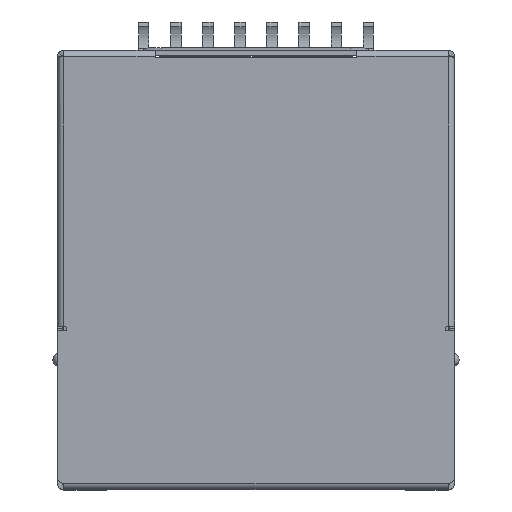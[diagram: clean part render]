
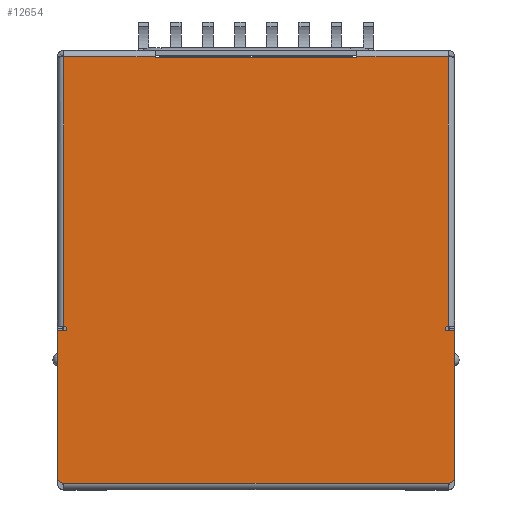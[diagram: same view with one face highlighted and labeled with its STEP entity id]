
A CAD part, top view. The second image highlights one B-rep face of the part: STEP entity #12654.
In plain terms, the highlighted face is planar.
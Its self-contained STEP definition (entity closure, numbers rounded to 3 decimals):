
#520=CIRCLE('',#13468,0.25);
#537=CIRCLE('',#13511,0.25);
#552=CIRCLE('',#13560,0.075);
#553=CIRCLE('',#13561,0.075);
#1137=FACE_OUTER_BOUND('',#1836,.T.);
#1836=EDGE_LOOP('',(#10435,#10436,#10437,#10438,#10439,#10440,#10441,#10442,
#10443,#10444,#10445,#10446,#10447,#10448,#10449,#10450,#10451,#10452));
#3078=LINE('',#19440,#4543);
#3091=LINE('',#19474,#4556);
#3093=LINE('',#19477,#4558);
#3094=LINE('',#19480,#4559);
#3096=LINE('',#19484,#4561);
#3157=LINE('',#19636,#4622);
#3158=LINE('',#19638,#4623);
#3159=LINE('',#19640,#4624);
#3160=LINE('',#19642,#4625);
#3161=LINE('',#19644,#4626);
#3162=LINE('',#19649,#4627);
#3163=LINE('',#19651,#4628);
#3164=LINE('',#19653,#4629);
#3165=LINE('',#19654,#4630);
#4543=VECTOR('',#15964,15.24);
#4556=VECTOR('',#15997,0.3);
#4558=VECTOR('',#16001,5.8);
#4559=VECTOR('',#16004,5.8);
#4561=VECTOR('',#16008,0.3);
#4622=VECTOR('',#16155,8.);
#4623=VECTOR('',#16156,0.032);
#4624=VECTOR('',#16157,3.62);
#4625=VECTOR('',#16158,10.7);
#4626=VECTOR('',#16159,0.05);
#4627=VECTOR('',#16164,0.05);
#4628=VECTOR('',#16165,10.7);
#4629=VECTOR('',#16166,3.62);
#4630=VECTOR('',#16167,0.032);
#5720=VERTEX_POINT('',#19189);
#5756=VERTEX_POINT('',#19309);
#5766=VERTEX_POINT('',#19357);
#5802=VERTEX_POINT('',#19455);
#5808=VERTEX_POINT('',#19471);
#5809=VERTEX_POINT('',#19473);
#5810=VERTEX_POINT('',#19479);
#5811=VERTEX_POINT('',#19483);
#5858=VERTEX_POINT('',#19634);
#5859=VERTEX_POINT('',#19635);
#5860=VERTEX_POINT('',#19637);
#5861=VERTEX_POINT('',#19639);
#5862=VERTEX_POINT('',#19641);
#5863=VERTEX_POINT('',#19643);
#5864=VERTEX_POINT('',#19646);
#5865=VERTEX_POINT('',#19648);
#5866=VERTEX_POINT('',#19650);
#5867=VERTEX_POINT('',#19652);
#7299=EDGE_CURVE('',#5756,#5720,#520,.T.);
#7366=EDGE_CURVE('',#5720,#5766,#3078,.T.);
#7374=EDGE_CURVE('',#5766,#5802,#537,.T.);
#7382=EDGE_CURVE('',#5809,#5808,#3091,.T.);
#7384=EDGE_CURVE('',#5809,#5802,#3093,.T.);
#7385=EDGE_CURVE('',#5756,#5810,#3094,.T.);
#7387=EDGE_CURVE('',#5810,#5811,#3096,.T.);
#7462=EDGE_CURVE('',#5858,#5859,#3157,.T.);
#7463=EDGE_CURVE('',#5859,#5860,#3158,.T.);
#7464=EDGE_CURVE('',#5860,#5861,#3159,.T.);
#7465=EDGE_CURVE('',#5861,#5862,#3160,.T.);
#7466=EDGE_CURVE('',#5862,#5863,#3161,.T.);
#7467=EDGE_CURVE('',#5863,#5811,#552,.T.);
#7468=EDGE_CURVE('',#5808,#5864,#553,.T.);
#7469=EDGE_CURVE('',#5864,#5865,#3162,.T.);
#7470=EDGE_CURVE('',#5865,#5866,#3163,.T.);
#7471=EDGE_CURVE('',#5866,#5867,#3164,.T.);
#7472=EDGE_CURVE('',#5867,#5858,#3165,.T.);
#10435=ORIENTED_EDGE('',*,*,#7462,.T.);
#10436=ORIENTED_EDGE('',*,*,#7463,.T.);
#10437=ORIENTED_EDGE('',*,*,#7464,.T.);
#10438=ORIENTED_EDGE('',*,*,#7465,.T.);
#10439=ORIENTED_EDGE('',*,*,#7466,.T.);
#10440=ORIENTED_EDGE('',*,*,#7467,.T.);
#10441=ORIENTED_EDGE('',*,*,#7387,.F.);
#10442=ORIENTED_EDGE('',*,*,#7385,.F.);
#10443=ORIENTED_EDGE('',*,*,#7299,.T.);
#10444=ORIENTED_EDGE('',*,*,#7366,.T.);
#10445=ORIENTED_EDGE('',*,*,#7374,.T.);
#10446=ORIENTED_EDGE('',*,*,#7384,.F.);
#10447=ORIENTED_EDGE('',*,*,#7382,.T.);
#10448=ORIENTED_EDGE('',*,*,#7468,.T.);
#10449=ORIENTED_EDGE('',*,*,#7469,.T.);
#10450=ORIENTED_EDGE('',*,*,#7470,.T.);
#10451=ORIENTED_EDGE('',*,*,#7471,.T.);
#10452=ORIENTED_EDGE('',*,*,#7472,.T.);
#12063=PLANE('',#13559);
#12654=ADVANCED_FACE('',(#1137),#12063,.T.);
#13468=AXIS2_PLACEMENT_3D('',#19310,#15840,#15841);
#13511=AXIS2_PLACEMENT_3D('',#19457,#15984,#15985);
#13559=AXIS2_PLACEMENT_3D('',#19633,#16153,#16154);
#13560=AXIS2_PLACEMENT_3D('',#19645,#16160,#16161);
#13561=AXIS2_PLACEMENT_3D('',#19647,#16162,#16163);
#15840=DIRECTION('center_axis',(0.,-1.,0.));
#15841=DIRECTION('ref_axis',(0.,0.,-1.));
#15964=DIRECTION('',(-1.,0.,0.));
#15984=DIRECTION('center_axis',(0.,-1.,0.));
#15985=DIRECTION('ref_axis',(0.,0.,-1.));
#15997=DIRECTION('',(1.,0.,0.));
#16001=DIRECTION('',(0.,0.,1.));
#16004=DIRECTION('',(0.,0.,-1.));
#16008=DIRECTION('',(-1.,0.,0.));
#16153=DIRECTION('center_axis',(0.,-1.,0.));
#16154=DIRECTION('ref_axis',(0.,0.,1.));
#16155=DIRECTION('',(1.,0.,0.));
#16156=DIRECTION('',(0.,0.,-1.));
#16157=DIRECTION('',(1.,0.,0.));
#16158=DIRECTION('',(0.,0.,1.));
#16159=DIRECTION('',(-1.,0.,0.));
#16160=DIRECTION('center_axis',(0.,1.,0.));
#16161=DIRECTION('ref_axis',(0.,0.,-1.));
#16162=DIRECTION('center_axis',(0.,1.,0.));
#16163=DIRECTION('ref_axis',(0.,0.,-1.));
#16164=DIRECTION('',(-1.,0.,0.));
#16165=DIRECTION('',(0.,0.,-1.));
#16166=DIRECTION('',(1.,0.,0.));
#16167=DIRECTION('',(0.,0.,1.));
#19189=CARTESIAN_POINT('',(7.621,-11.757,0.001));
#19309=CARTESIAN_POINT('',(7.871,-11.757,-0.249));
#19310=CARTESIAN_POINT('Origin',(7.621,-11.757,-0.249));
#19357=CARTESIAN_POINT('',(-7.619,-11.757,0.001));
#19440=CARTESIAN_POINT('',(0.001,-11.757,0.001));
#19455=CARTESIAN_POINT('',(-7.869,-11.757,-0.249));
#19457=CARTESIAN_POINT('Origin',(-7.619,-11.757,-0.249));
#19471=CARTESIAN_POINT('',(-7.569,-11.757,-6.049));
#19473=CARTESIAN_POINT('',(-7.869,-11.757,-6.049));
#19474=CARTESIAN_POINT('',(-7.719,-11.757,-6.049));
#19477=CARTESIAN_POINT('',(-7.869,-11.757,-3.149));
#19479=CARTESIAN_POINT('',(7.871,-11.757,-6.049));
#19480=CARTESIAN_POINT('',(7.871,-11.757,-3.149));
#19483=CARTESIAN_POINT('',(7.571,-11.757,-6.049));
#19484=CARTESIAN_POINT('',(7.721,-11.757,-6.049));
#19633=CARTESIAN_POINT('Origin',(7.871,-11.757,-16.899));
#19634=CARTESIAN_POINT('',(-3.999,-11.757,-16.867));
#19635=CARTESIAN_POINT('',(4.001,-11.757,-16.867));
#19636=CARTESIAN_POINT('',(0.001,-11.757,-16.867));
#19637=CARTESIAN_POINT('',(4.001,-11.757,-16.899));
#19638=CARTESIAN_POINT('',(4.001,-11.757,-16.899));
#19639=CARTESIAN_POINT('',(7.621,-11.757,-16.899));
#19640=CARTESIAN_POINT('',(0.001,-11.757,-16.899));
#19641=CARTESIAN_POINT('',(7.621,-11.757,-6.199));
#19642=CARTESIAN_POINT('',(7.621,-11.757,-16.899));
#19643=CARTESIAN_POINT('',(7.571,-11.757,-6.199));
#19644=CARTESIAN_POINT('',(0.001,-11.757,-6.199));
#19645=CARTESIAN_POINT('Origin',(7.571,-11.757,-6.124));
#19646=CARTESIAN_POINT('',(-7.569,-11.757,-6.199));
#19647=CARTESIAN_POINT('Origin',(-7.569,-11.757,-6.124));
#19648=CARTESIAN_POINT('',(-7.619,-11.757,-6.199));
#19649=CARTESIAN_POINT('',(0.001,-11.757,-6.199));
#19650=CARTESIAN_POINT('',(-7.619,-11.757,-16.899));
#19651=CARTESIAN_POINT('',(-7.619,-11.757,-16.899));
#19652=CARTESIAN_POINT('',(-3.999,-11.757,-16.899));
#19653=CARTESIAN_POINT('',(0.001,-11.757,-16.899));
#19654=CARTESIAN_POINT('',(-3.999,-11.757,-16.899));
